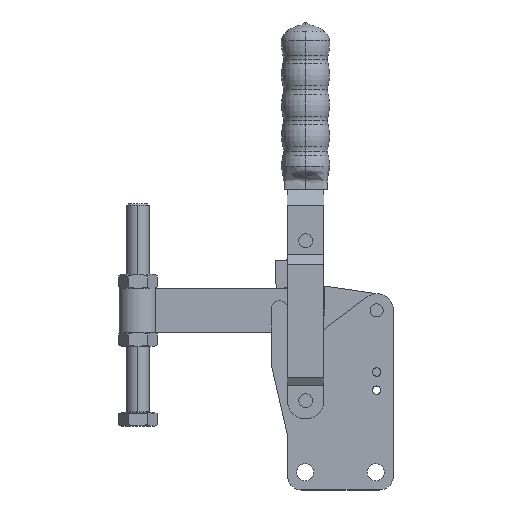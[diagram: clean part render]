
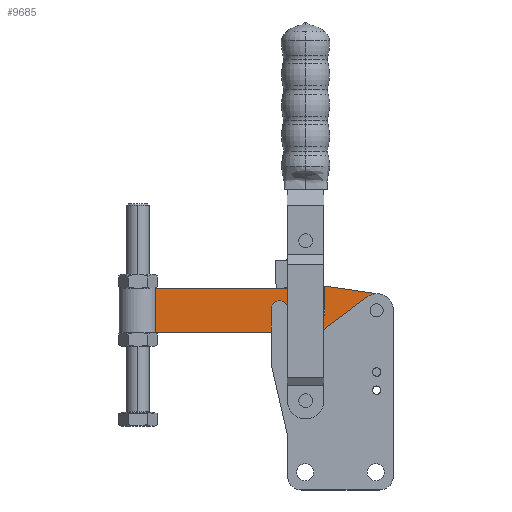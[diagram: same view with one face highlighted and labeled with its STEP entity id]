
A CAD part, top view. The second image highlights one B-rep face of the part: STEP entity #9685.
In plain terms, the highlighted planar face has unit normal (0, 0, 1).
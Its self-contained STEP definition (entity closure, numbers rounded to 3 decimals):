
#6 = ORIENTED_EDGE ( 'NONE', *, *, #792, .T. ) ;
#51 = FACE_BOUND ( 'NONE', #5308, .T. ) ;
#157 = CARTESIAN_POINT ( 'NONE',  ( -12., 95., 0. ) ) ;
#380 = DIRECTION ( 'NONE',  ( 0., -1., 0. ) ) ;
#434 = EDGE_LOOP ( 'NONE', ( #9772, #10822 ) ) ;
#441 = ORIENTED_EDGE ( 'NONE', *, *, #2354, .T. ) ;
#613 = DIRECTION ( 'NONE',  ( -1., 0., 0. ) ) ;
#739 = CARTESIAN_POINT ( 'NONE',  ( -15.75, 95., 0. ) ) ;
#792 = EDGE_CURVE ( 'NONE', #11563, #7967, #1550, .T. ) ;
#850 = CARTESIAN_POINT ( 'NONE',  ( -67.63, 104., 0. ) ) ;
#960 = CARTESIAN_POINT ( 'NONE',  ( -66.066, 114.888, 0. ) ) ;
#993 = CARTESIAN_POINT ( 'NONE',  ( -171.46, 110.9, 0. ) ) ;
#1171 = DIRECTION ( 'NONE',  ( 1., 0., 0. ) ) ;
#1503 = DIRECTION ( 'NONE',  ( 0., 0., 1. ) ) ;
#1550 = LINE ( 'NONE', #6385, #11891 ) ;
#1715 = CARTESIAN_POINT ( 'NONE',  ( -67.63, 86., 0. ) ) ;
#1858 = DIRECTION ( 'NONE',  ( 1., 0., 0. ) ) ;
#1894 = EDGE_CURVE ( 'NONE', #8622, #8035, #8091, .T. ) ;
#1985 = EDGE_CURVE ( 'NONE', #3265, #9603, #7775, .T. ) ;
#2227 = LINE ( 'NONE', #7577, #2542 ) ;
#2354 = EDGE_CURVE ( 'NONE', #5120, #8622, #9826, .T. ) ;
#2535 = VERTEX_POINT ( 'NONE', #739 ) ;
#2542 = VECTOR ( 'NONE', #613, 1000. ) ;
#2713 = DIRECTION ( 'NONE',  ( 1., 0., 0. ) ) ;
#2816 = VERTEX_POINT ( 'NONE', #6086 ) ;
#2824 = EDGE_CURVE ( 'NONE', #4497, #2535, #12615, .T. ) ;
#3032 = FACE_OUTER_BOUND ( 'NONE', #9992, .T. ) ;
#3220 = AXIS2_PLACEMENT_3D ( 'NONE', #850, #7830, #1858 ) ;
#3230 = ORIENTED_EDGE ( 'NONE', *, *, #9036, .T. ) ;
#3265 = VERTEX_POINT ( 'NONE', #11095 ) ;
#3391 = AXIS2_PLACEMENT_3D ( 'NONE', #5341, #12375, #6362 ) ;
#3398 = CARTESIAN_POINT ( 'NONE',  ( -66.066, 75.112, 0. ) ) ;
#3463 = AXIS2_PLACEMENT_3D ( 'NONE', #7919, #6903, #11929 ) ;
#3482 = EDGE_CURVE ( 'NONE', #9603, #3265, #8189, .T. ) ;
#3652 = DIRECTION ( 'NONE',  ( 1., 0., 0. ) ) ;
#4138 = AXIS2_PLACEMENT_3D ( 'NONE', #7457, #1503, #8493 ) ;
#4163 = EDGE_CURVE ( 'NONE', #7411, #8552, #2227, .T. ) ;
#4177 = ORIENTED_EDGE ( 'NONE', *, *, #4163, .T. ) ;
#4451 = VECTOR ( 'NONE', #11415, 1000. ) ;
#4497 = VERTEX_POINT ( 'NONE', #9141 ) ;
#4702 = EDGE_CURVE ( 'NONE', #2816, #7411, #10995, .T. ) ;
#4764 = ORIENTED_EDGE ( 'NONE', *, *, #3482, .F. ) ;
#5120 = VERTEX_POINT ( 'NONE', #12511 ) ;
#5308 = EDGE_LOOP ( 'NONE', ( #4764, #8971 ) ) ;
#5341 = CARTESIAN_POINT ( 'NONE',  ( -12., 95., 0. ) ) ;
#5423 = CARTESIAN_POINT ( 'NONE',  ( -67.63, 104., 0. ) ) ;
#6058 = ORIENTED_EDGE ( 'NONE', *, *, #1894, .T. ) ;
#6086 = CARTESIAN_POINT ( 'NONE',  ( -66.066, 114.888, 0. ) ) ;
#6362 = DIRECTION ( 'NONE',  ( 1., 0., 0. ) ) ;
#6385 = CARTESIAN_POINT ( 'NONE',  ( -232., 79.1, 0. ) ) ;
#6433 = DIRECTION ( 'NONE',  ( 1., 0., 0. ) ) ;
#6799 = AXIS2_PLACEMENT_3D ( 'NONE', #7597, #8640, #3652 ) ;
#6903 = DIRECTION ( 'NONE',  ( 0., 0., 1. ) ) ;
#6909 = DIRECTION ( 'NONE',  ( 0.99, -0.142, 0. ) ) ;
#6915 = AXIS2_PLACEMENT_3D ( 'NONE', #5423, #12442, #6433 ) ;
#6980 = CARTESIAN_POINT ( 'NONE',  ( -10.294, 83.122, 0. ) ) ;
#7095 = CIRCLE ( 'NONE', #9428, 11. ) ;
#7132 = DIRECTION ( 'NONE',  ( 0., 0., 1. ) ) ;
#7270 = CARTESIAN_POINT ( 'NONE',  ( -171.46, 110.9, 0. ) ) ;
#7411 = VERTEX_POINT ( 'NONE', #12277 ) ;
#7457 = CARTESIAN_POINT ( 'NONE',  ( -61.25, 95., 0. ) ) ;
#7577 = CARTESIAN_POINT ( 'NONE',  ( -76.197, 110.9, 0. ) ) ;
#7597 = CARTESIAN_POINT ( 'NONE',  ( -61.25, 95., 0. ) ) ;
#7737 = EDGE_CURVE ( 'NONE', #2816, #8035, #9049, .T. ) ;
#7775 = CIRCLE ( 'NONE', #6799, 3.75 ) ;
#7830 = DIRECTION ( 'NONE',  ( 0., 0., 1. ) ) ;
#7919 = CARTESIAN_POINT ( 'NONE',  ( -12., 95., 0. ) ) ;
#7967 = VERTEX_POINT ( 'NONE', #11554 ) ;
#8026 = FACE_BOUND ( 'NONE', #434, .T. ) ;
#8035 = VERTEX_POINT ( 'NONE', #12608 ) ;
#8091 = CIRCLE ( 'NONE', #3463, 12. ) ;
#8138 = ORIENTED_EDGE ( 'NONE', *, *, #10012, .T. ) ;
#8189 = CIRCLE ( 'NONE', #4138, 3.75 ) ;
#8493 = DIRECTION ( 'NONE',  ( 1., 0., 0. ) ) ;
#8552 = VERTEX_POINT ( 'NONE', #993 ) ;
#8622 = VERTEX_POINT ( 'NONE', #6980 ) ;
#8640 = DIRECTION ( 'NONE',  ( 0., 0., 1. ) ) ;
#8699 = DIRECTION ( 'NONE',  ( 0., 0., 1. ) ) ;
#8801 = PLANE ( 'NONE',  #3220 ) ;
#8971 = ORIENTED_EDGE ( 'NONE', *, *, #1985, .F. ) ;
#9036 = EDGE_CURVE ( 'NONE', #7967, #5120, #7095, .T. ) ;
#9049 = LINE ( 'NONE', #960, #11080 ) ;
#9141 = CARTESIAN_POINT ( 'NONE',  ( -8.25, 95., 0. ) ) ;
#9428 = AXIS2_PLACEMENT_3D ( 'NONE', #1715, #8699, #2713 ) ;
#9481 = DIRECTION ( 'NONE',  ( 1., 0., 0. ) ) ;
#9603 = VERTEX_POINT ( 'NONE', #11469 ) ;
#9643 = ORIENTED_EDGE ( 'NONE', *, *, #7737, .F. ) ;
#9685 = ADVANCED_FACE ( 'NONE', ( #8026, #51, #3032 ), #8801, .T. ) ;
#9772 = ORIENTED_EDGE ( 'NONE', *, *, #9962, .F. ) ;
#9826 = LINE ( 'NONE', #3398, #4451 ) ;
#9962 = EDGE_CURVE ( 'NONE', #2535, #4497, #10211, .T. ) ;
#9992 = EDGE_LOOP ( 'NONE', ( #4177, #8138, #6, #3230, #441, #6058, #9643, #10363 ) ) ;
#10012 = EDGE_CURVE ( 'NONE', #8552, #11563, #12870, .T. ) ;
#10211 = CIRCLE ( 'NONE', #3391, 3.75 ) ;
#10363 = ORIENTED_EDGE ( 'NONE', *, *, #4702, .T. ) ;
#10822 = ORIENTED_EDGE ( 'NONE', *, *, #2824, .F. ) ;
#10995 = CIRCLE ( 'NONE', #6915, 11. ) ;
#11080 = VECTOR ( 'NONE', #6909, 1000. ) ;
#11095 = CARTESIAN_POINT ( 'NONE',  ( -57.5, 95., 0. ) ) ;
#11246 = CARTESIAN_POINT ( 'NONE',  ( -171.46, 79.1, 0. ) ) ;
#11415 = DIRECTION ( 'NONE',  ( 0.99, 0.142, 0. ) ) ;
#11469 = CARTESIAN_POINT ( 'NONE',  ( -65., 95., 0. ) ) ;
#11554 = CARTESIAN_POINT ( 'NONE',  ( -76.197, 79.1, 0. ) ) ;
#11563 = VERTEX_POINT ( 'NONE', #11246 ) ;
#11872 = AXIS2_PLACEMENT_3D ( 'NONE', #157, #7132, #1171 ) ;
#11891 = VECTOR ( 'NONE', #9481, 1000. ) ;
#11929 = DIRECTION ( 'NONE',  ( 1., 0., 0. ) ) ;
#12277 = CARTESIAN_POINT ( 'NONE',  ( -76.197, 110.9, 0. ) ) ;
#12375 = DIRECTION ( 'NONE',  ( 0., 0., 1. ) ) ;
#12442 = DIRECTION ( 'NONE',  ( 0., 0., 1. ) ) ;
#12511 = CARTESIAN_POINT ( 'NONE',  ( -66.066, 75.112, 0. ) ) ;
#12563 = VECTOR ( 'NONE', #380, 1000. ) ;
#12608 = CARTESIAN_POINT ( 'NONE',  ( -10.294, 106.878, 0. ) ) ;
#12615 = CIRCLE ( 'NONE', #11872, 3.75 ) ;
#12870 = LINE ( 'NONE', #7270, #12563 ) ;
